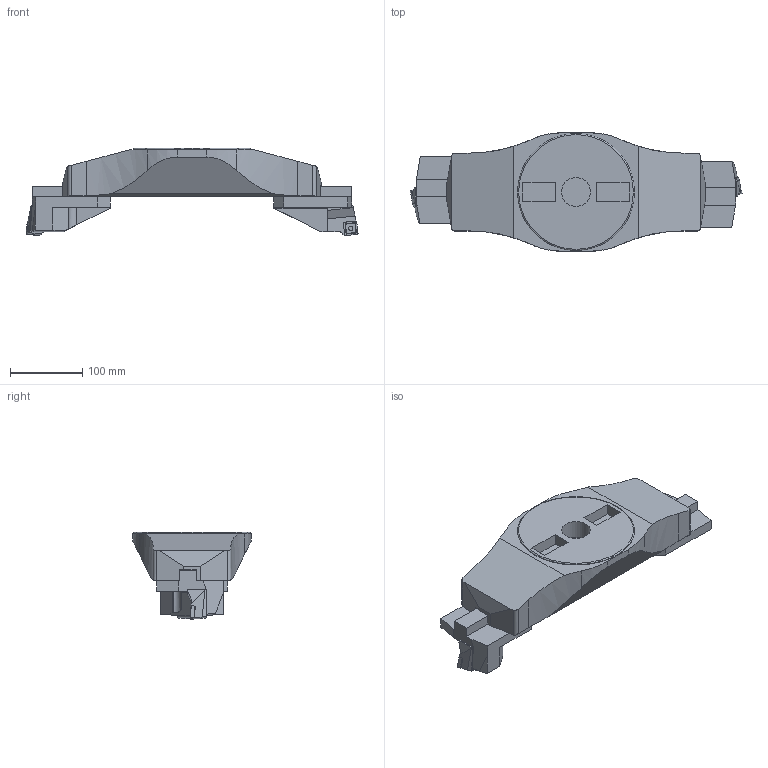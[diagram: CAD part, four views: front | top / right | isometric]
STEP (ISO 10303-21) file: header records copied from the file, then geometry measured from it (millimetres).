
FILE_DESCRIPTION(/* description */ (''),/* implementation_level */ '2;1');
FILE_NAME(/* name */ '1570442879245.stp',/* time_stamp */ '2019-10-07T12:08:06+02:00',/* author */ (''),/* organization */ ('SMS'),/* preprocessor_version */ 'ST-DEVELOPER v16.7',/* originating_system */ 'SIEMENS PLM Software NX 12.0',/* authorisation */ '');
FILE_SCHEMA (('AUTOMOTIVE_DESIGN { 1 0 10303 214 3 1 1 1 }'));
Length unit declared in the file: millimetre
Products named in the file (8): ASSEMBLY_CONSTRUCTION; 200983012mod000_00; 202008568mod000_00; 111169653mod000_01; 111165645mod000_02; 200914742mod000_01; 201161128mod000_00
Assembly tree (9 placements, depth 3):
  201161128mod000_00
    111165645mod000_02
    111169653mod000_01  x2
    200914742mod000_01  x2
      202008568mod000_00
      200983012mod000_00
      ASSEMBLY_CONSTRUCTION
    ASSEMBLY_CONSTRUCTION
Bounding box: 459.96 x 164 x 120.83 mm (x, y, z)
Volume: 3017987.6 mm3; surface area: 236610.6 mm2
Topology: 7 solids, 7 shells, 245 faces, 637 edges, 444 vertices
Faces by surface type: plane 170, cylinder 32, cone 24, torus 19
Full cylindrical faces by diameter (mm): 4.7 x4, 40 x1, 162 x1
Entity records: 4935 total; most frequent: CARTESIAN_POINT 849, DIRECTION 811, ORIENTED_EDGE 746, EDGE_CURVE 373, LINE 279, VECTOR 279, AXIS2_PLACEMENT_3D 266, VERTEX_POINT 256
